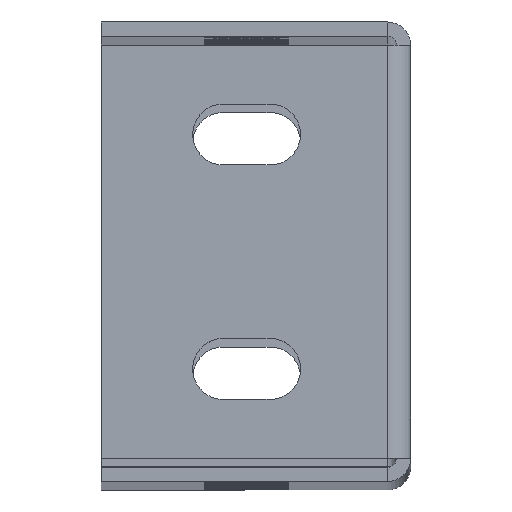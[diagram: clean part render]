
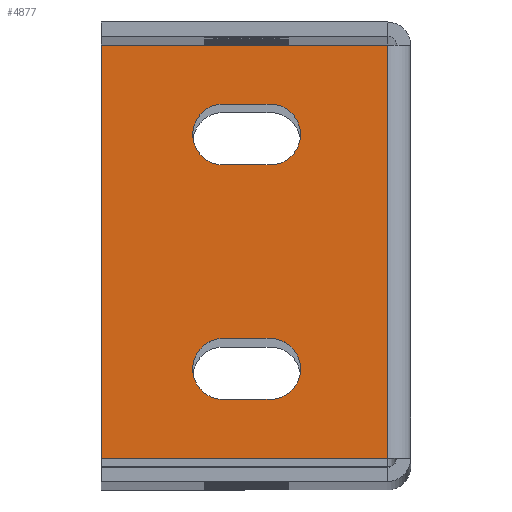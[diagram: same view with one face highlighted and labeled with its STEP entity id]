
A CAD part, top view. The second image highlights one B-rep face of the part: STEP entity #4877.
In plain terms, the highlighted planar face has unit normal (0, 0, 1).
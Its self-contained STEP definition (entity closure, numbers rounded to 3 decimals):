
#135 = VERTEX_POINT ( 'NONE', #9429 ) ;
#175 = LINE ( 'NONE', #2615, #13347 ) ;
#380 = EDGE_LOOP ( 'NONE', ( #11768, #6292, #1688, #9820 ) ) ;
#405 = VERTEX_POINT ( 'NONE', #2801 ) ;
#635 = EDGE_LOOP ( 'NONE', ( #1054, #7277, #2178, #2208, #12158 ) ) ;
#828 = VERTEX_POINT ( 'NONE', #13485 ) ;
#862 = DIRECTION ( 'NONE',  ( 0., 0., -1. ) ) ;
#881 = VERTEX_POINT ( 'NONE', #7542 ) ;
#997 = CARTESIAN_POINT ( 'NONE',  ( 0., -15.25, 521.5 ) ) ;
#1017 = FACE_OUTER_BOUND ( 'NONE', #380, .T. ) ;
#1054 = ORIENTED_EDGE ( 'NONE', *, *, #3359, .T. ) ;
#1221 = CARTESIAN_POINT ( 'NONE',  ( 30.5, -46.5, 521.5 ) ) ;
#1228 = CIRCLE ( 'NONE', #9483, 3.25 ) ;
#1269 = LINE ( 'NONE', #12976, #10745 ) ;
#1466 = CARTESIAN_POINT ( 'NONE',  ( 0., -46.5, 521.5 ) ) ;
#1528 = VECTOR ( 'NONE', #4442, 1000. ) ;
#1688 = ORIENTED_EDGE ( 'NONE', *, *, #7666, .T. ) ;
#1847 = VERTEX_POINT ( 'NONE', #5778 ) ;
#1876 = DIRECTION ( 'NONE',  ( 0., 0., -1. ) ) ;
#2162 = VECTOR ( 'NONE', #11728, 1000. ) ;
#2178 = ORIENTED_EDGE ( 'NONE', *, *, #11697, .T. ) ;
#2208 = ORIENTED_EDGE ( 'NONE', *, *, #7967, .T. ) ;
#2615 = CARTESIAN_POINT ( 'NONE',  ( 0., -33.75, 521.5 ) ) ;
#2801 = CARTESIAN_POINT ( 'NONE',  ( 9.75, -37., 521.5 ) ) ;
#2871 = DIRECTION ( 'NONE',  ( 0., 0., -1. ) ) ;
#3085 = AXIS2_PLACEMENT_3D ( 'NONE', #12130, #7985, #5608 ) ;
#3120 = CARTESIAN_POINT ( 'NONE',  ( 0., -46.5, 521.5 ) ) ;
#3359 = EDGE_CURVE ( 'NONE', #828, #9451, #5194, .T. ) ;
#3595 = LINE ( 'NONE', #6998, #5368 ) ;
#3656 = PLANE ( 'NONE',  #4004 ) ;
#3675 = FACE_BOUND ( 'NONE', #4332, .T. ) ;
#4004 = AXIS2_PLACEMENT_3D ( 'NONE', #6046, #4151, #6438 ) ;
#4151 = DIRECTION ( 'NONE',  ( 0., 0., -1. ) ) ;
#4332 = EDGE_LOOP ( 'NONE', ( #7921, #12231, #8417, #12497, #5417 ) ) ;
#4442 = DIRECTION ( 'NONE',  ( -1., 0., 0. ) ) ;
#4518 = DIRECTION ( 'NONE',  ( -1., 0., 0. ) ) ;
#4561 = CARTESIAN_POINT ( 'NONE',  ( 0., -40.25, 521.5 ) ) ;
#4747 = DIRECTION ( 'NONE',  ( -1., 0., 0. ) ) ;
#4877 = ADVANCED_FACE ( 'NONE', ( #10138, #3675, #1017 ), #3656, .F. ) ;
#4943 = VERTEX_POINT ( 'NONE', #5215 ) ;
#5005 = VERTEX_POINT ( 'NONE', #13135 ) ;
#5053 = LINE ( 'NONE', #997, #8873 ) ;
#5132 = CARTESIAN_POINT ( 'NONE',  ( 0., -2.5, 521.5 ) ) ;
#5194 = LINE ( 'NONE', #4561, #13352 ) ;
#5211 = EDGE_CURVE ( 'NONE', #13642, #9345, #5365, .T. ) ;
#5215 = CARTESIAN_POINT ( 'NONE',  ( 13., -8.75, 521.5 ) ) ;
#5250 = CARTESIAN_POINT ( 'NONE',  ( 13., -15.25, 521.5 ) ) ;
#5320 = DIRECTION ( 'NONE',  ( -1., 0., 0. ) ) ;
#5365 = LINE ( 'NONE', #1466, #6767 ) ;
#5368 = VECTOR ( 'NONE', #13480, 1000. ) ;
#5417 = ORIENTED_EDGE ( 'NONE', *, *, #8678, .T. ) ;
#5582 = VERTEX_POINT ( 'NONE', #12013 ) ;
#5608 = DIRECTION ( 'NONE',  ( -1., 0., 0. ) ) ;
#5778 = CARTESIAN_POINT ( 'NONE',  ( 13., -33.75, 521.5 ) ) ;
#5888 = AXIS2_PLACEMENT_3D ( 'NONE', #11457, #13637, #6489 ) ;
#5908 = CIRCLE ( 'NONE', #3085, 3.25 ) ;
#6046 = CARTESIAN_POINT ( 'NONE',  ( 0., 0., 521.5 ) ) ;
#6132 = DIRECTION ( 'NONE',  ( 0., 0., -1. ) ) ;
#6292 = ORIENTED_EDGE ( 'NONE', *, *, #7157, .T. ) ;
#6438 = DIRECTION ( 'NONE',  ( -1., 0., 0. ) ) ;
#6489 = DIRECTION ( 'NONE',  ( -1., 0., 0. ) ) ;
#6527 = DIRECTION ( 'NONE',  ( 1., 0., 0. ) ) ;
#6542 = DIRECTION ( 'NONE',  ( 1., 0., 0. ) ) ;
#6637 = CIRCLE ( 'NONE', #10571, 3.25 ) ;
#6643 = DIRECTION ( 'NONE',  ( -1., 0., 0. ) ) ;
#6767 = VECTOR ( 'NONE', #6527, 1000. ) ;
#6797 = DIRECTION ( 'NONE',  ( -1., 0., 0. ) ) ;
#6798 = LINE ( 'NONE', #5132, #1528 ) ;
#6998 = CARTESIAN_POINT ( 'NONE',  ( 30.5, -46.5, 521.5 ) ) ;
#7157 = EDGE_CURVE ( 'NONE', #10106, #5005, #6798, .T. ) ;
#7277 = ORIENTED_EDGE ( 'NONE', *, *, #12612, .T. ) ;
#7398 = EDGE_CURVE ( 'NONE', #5582, #135, #1228, .T. ) ;
#7542 = CARTESIAN_POINT ( 'NONE',  ( 9.75, -12., 521.5 ) ) ;
#7666 = EDGE_CURVE ( 'NONE', #5005, #13642, #13065, .T. ) ;
#7822 = CARTESIAN_POINT ( 'NONE',  ( 18., -33.75, 521.5 ) ) ;
#7921 = ORIENTED_EDGE ( 'NONE', *, *, #10859, .T. ) ;
#7967 = EDGE_CURVE ( 'NONE', #1847, #8324, #175, .T. ) ;
#7985 = DIRECTION ( 'NONE',  ( 0., 0., -1. ) ) ;
#8030 = EDGE_CURVE ( 'NONE', #8324, #828, #9848, .T. ) ;
#8324 = VERTEX_POINT ( 'NONE', #7822 ) ;
#8417 = ORIENTED_EDGE ( 'NONE', *, *, #13087, .T. ) ;
#8678 = EDGE_CURVE ( 'NONE', #881, #4943, #10701, .T. ) ;
#8873 = VECTOR ( 'NONE', #9807, 1000. ) ;
#9345 = VERTEX_POINT ( 'NONE', #1221 ) ;
#9429 = CARTESIAN_POINT ( 'NONE',  ( 18., -15.25, 521.5 ) ) ;
#9451 = VERTEX_POINT ( 'NONE', #10413 ) ;
#9483 = AXIS2_PLACEMENT_3D ( 'NONE', #9896, #6132, #6643 ) ;
#9677 = AXIS2_PLACEMENT_3D ( 'NONE', #10522, #862, #4747 ) ;
#9807 = DIRECTION ( 'NONE',  ( -1., 0., 0. ) ) ;
#9820 = ORIENTED_EDGE ( 'NONE', *, *, #5211, .T. ) ;
#9848 = CIRCLE ( 'NONE', #9677, 3.25 ) ;
#9896 = CARTESIAN_POINT ( 'NONE',  ( 18., -12., 521.5 ) ) ;
#10106 = VERTEX_POINT ( 'NONE', #13338 ) ;
#10138 = FACE_BOUND ( 'NONE', #635, .T. ) ;
#10413 = CARTESIAN_POINT ( 'NONE',  ( 13., -40.25, 521.5 ) ) ;
#10487 = DIRECTION ( 'NONE',  ( 1., 0., 0. ) ) ;
#10522 = CARTESIAN_POINT ( 'NONE',  ( 18., -37., 521.5 ) ) ;
#10571 = AXIS2_PLACEMENT_3D ( 'NONE', #10914, #1876, #5320 ) ;
#10701 = CIRCLE ( 'NONE', #12725, 3.25 ) ;
#10745 = VECTOR ( 'NONE', #10487, 1000. ) ;
#10859 = EDGE_CURVE ( 'NONE', #4943, #5582, #1269, .T. ) ;
#10914 = CARTESIAN_POINT ( 'NONE',  ( 13., -37., 521.5 ) ) ;
#11241 = EDGE_CURVE ( 'NONE', #10106, #9345, #3595, .T. ) ;
#11298 = CARTESIAN_POINT ( 'NONE',  ( 0., 0., 521.5 ) ) ;
#11457 = CARTESIAN_POINT ( 'NONE',  ( 13., -37., 521.5 ) ) ;
#11697 = EDGE_CURVE ( 'NONE', #405, #1847, #13222, .T. ) ;
#11728 = DIRECTION ( 'NONE',  ( 0., -1., 0. ) ) ;
#11768 = ORIENTED_EDGE ( 'NONE', *, *, #11241, .F. ) ;
#12013 = CARTESIAN_POINT ( 'NONE',  ( 18., -8.75, 521.5 ) ) ;
#12130 = CARTESIAN_POINT ( 'NONE',  ( 13., -12., 521.5 ) ) ;
#12158 = ORIENTED_EDGE ( 'NONE', *, *, #8030, .T. ) ;
#12231 = ORIENTED_EDGE ( 'NONE', *, *, #7398, .T. ) ;
#12497 = ORIENTED_EDGE ( 'NONE', *, *, #13488, .T. ) ;
#12612 = EDGE_CURVE ( 'NONE', #9451, #405, #6637, .T. ) ;
#12725 = AXIS2_PLACEMENT_3D ( 'NONE', #13714, #2871, #6797 ) ;
#12976 = CARTESIAN_POINT ( 'NONE',  ( 0., -8.75, 521.5 ) ) ;
#13065 = LINE ( 'NONE', #11298, #2162 ) ;
#13087 = EDGE_CURVE ( 'NONE', #135, #13690, #5053, .T. ) ;
#13135 = CARTESIAN_POINT ( 'NONE',  ( 0., -2.5, 521.5 ) ) ;
#13222 = CIRCLE ( 'NONE', #5888, 3.25 ) ;
#13338 = CARTESIAN_POINT ( 'NONE',  ( 30.5, -2.5, 521.5 ) ) ;
#13347 = VECTOR ( 'NONE', #6542, 1000. ) ;
#13352 = VECTOR ( 'NONE', #4518, 1000. ) ;
#13480 = DIRECTION ( 'NONE',  ( 0., -1., 0. ) ) ;
#13485 = CARTESIAN_POINT ( 'NONE',  ( 18., -40.25, 521.5 ) ) ;
#13488 = EDGE_CURVE ( 'NONE', #13690, #881, #5908, .T. ) ;
#13637 = DIRECTION ( 'NONE',  ( 0., 0., -1. ) ) ;
#13642 = VERTEX_POINT ( 'NONE', #3120 ) ;
#13690 = VERTEX_POINT ( 'NONE', #5250 ) ;
#13714 = CARTESIAN_POINT ( 'NONE',  ( 13., -12., 521.5 ) ) ;
